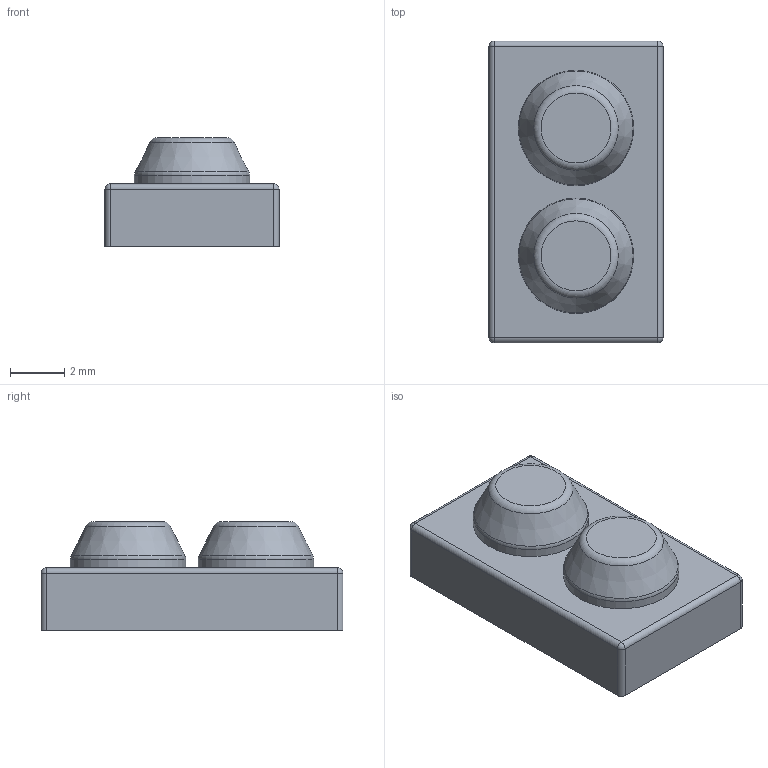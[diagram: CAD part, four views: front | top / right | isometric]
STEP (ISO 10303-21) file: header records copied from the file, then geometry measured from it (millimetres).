
FILE_DESCRIPTION(/* description */ ('STEP AP214'),/* implementation_level */ '2;1');
FILE_NAME(/* name */ 'uSPa21 Inner Silicone.stp',/* time_stamp */ '2025-12-08T19:27:37+09:00',/* author */ ('kolin'),/* organization */ (''),/* preprocessor_version */ 'ST-DEVELOPER v20.1',/* originating_system */ 'Autodesk Inventor 2026',/* authorisation */ '');
FILE_SCHEMA (('AUTOMOTIVE_DESIGN { 1 0 10303 214 3 1 1 }'));
Length unit declared in the file: millimetre
Products named in the file (1): uSPa21 Inner Silicone
Bounding box: 6.4 x 11.1 x 4 mm (x, y, z)
Volume: 200.7 mm3; surface area: 246.6 mm2
Topology: 1 solids, 1 shells, 28 faces, 64 edges, 36 vertices
Faces by surface type: cylinder 10, plane 8, torus 4, sphere 4, cone 2
Full cylindrical faces by diameter (mm): 4.243 x2
Entity records: 807 total; most frequent: DIRECTION 154, CARTESIAN_POINT 125, ORIENTED_EDGE 120, AXIS2_PLACEMENT_3D 65, EDGE_CURVE 60, CIRCLE 36, VERTEX_POINT 36, EDGE_LOOP 30
